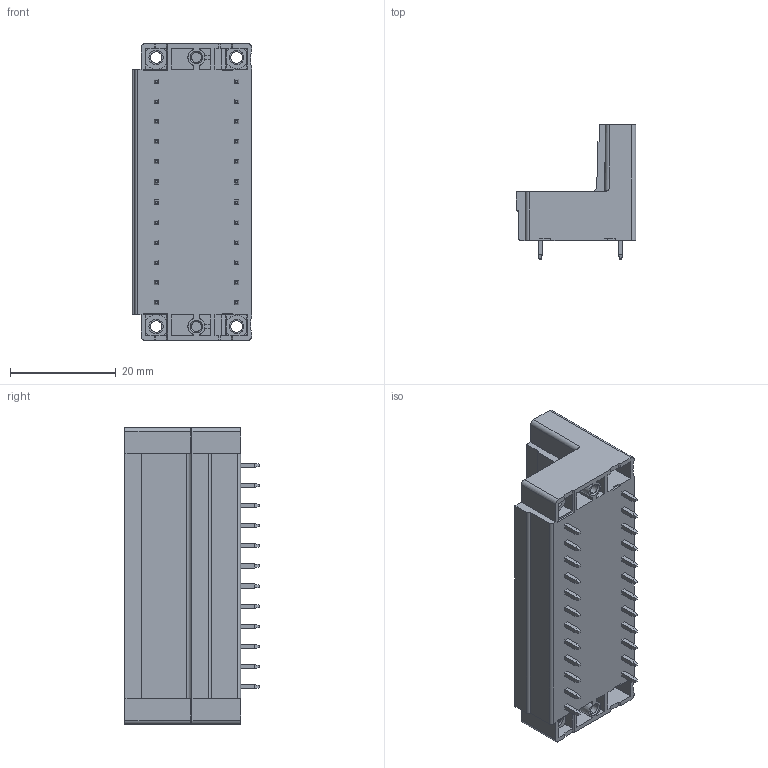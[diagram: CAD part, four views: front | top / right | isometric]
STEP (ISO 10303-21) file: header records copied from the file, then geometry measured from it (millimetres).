
FILE_DESCRIPTION((''),'2;1');
FILE_NAME('TLPHDW-105V-1','2024-09-23T11:05:14',('sheji109'),(''),'CREO PARAMETRIC BY PTC INC, 2018100','CREO PARAMETRIC BY PTC INC, 2018100','');
FILE_SCHEMA(('CONFIG_CONTROL_DESIGN'));
Length unit declared in the file: millimetre
Products named in the file (1): TLPHDW-105V-1
Bounding box: 22.7 x 25.4 x 56.11 mm (x, y, z)
Volume: 12269.4 mm3; surface area: 13110.9 mm2
Topology: 1 solids, 1 shells, 1555 faces, 4030 edges, 2576 vertices
Faces by surface type: plane 1358, cylinder 151, cone 32, sphere 12, bspline 2
Entity records: 46689 total; most frequent: CARTESIAN_POINT 8516, ORIENTED_EDGE 8036, DIRECTION 7483, EDGE_CURVE 4018, VECTOR 3501, LINE 3501, VERTEX_POINT 2576, AXIS2_PLACEMENT_3D 1991
